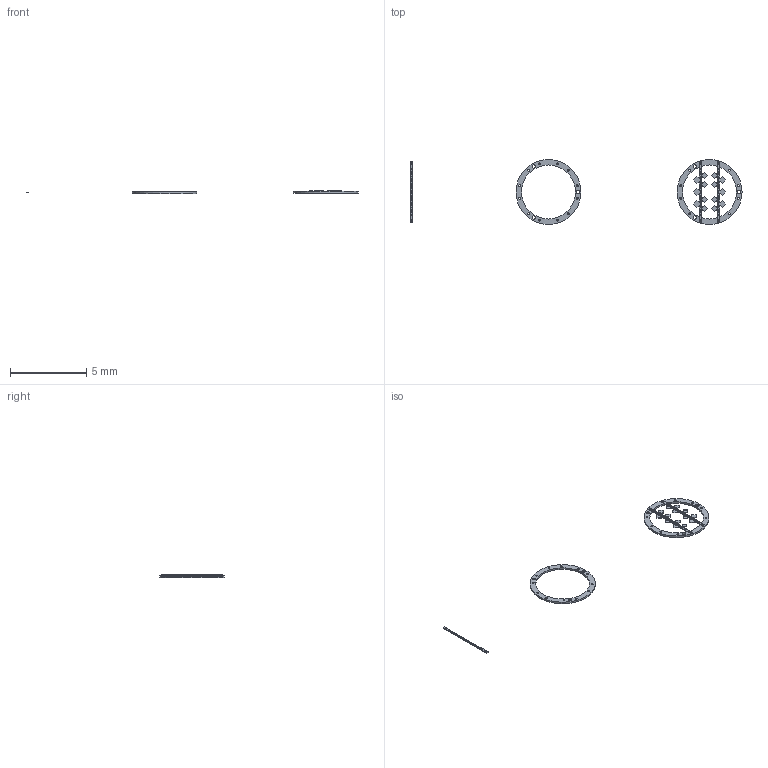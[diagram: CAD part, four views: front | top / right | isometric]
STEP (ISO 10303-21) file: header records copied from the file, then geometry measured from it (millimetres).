
FILE_DESCRIPTION(('STEP AP214'),'1');
FILE_NAME('tmp0.STP','2014-09-18T16:16:12',(' '),(' '),'Spatial InterOp 3D',' ',' ');
FILE_SCHEMA(('automotive_design'));
Length unit declared in the file: inch
Products named in the file (33): 1; 2; 3; 4; 5; 6; 7; 8; 9; 10; 11; 12; 13; 14; 15; 16; 17; 18; 19; 20; 21; 22; 23; 24; 25; 26; 27; 28; 29; 30; 31; 32; 33
Bounding box: 21.73 x 4.25 x 0.23 mm (x, y, z)
Volume: 1.1 mm3; surface area: 33.3 mm2
Topology: 33 solids, 33 shells, 446 faces, 1140 edges, 760 vertices
Faces by surface type: cylinder 256, plane 190
Entity records: 18548 total; most frequent: DIRECTION 2610, CARTESIAN_POINT 2379, ORIENTED_EDGE 2280, EDGE_CURVE 1140, AXIS2_PLACEMENT_3D 991, VERTEX_POINT 760, EDGE_LOOP 698, LINE 628
